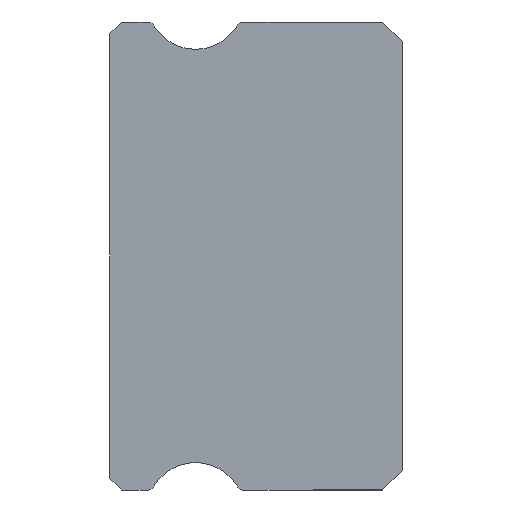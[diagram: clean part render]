
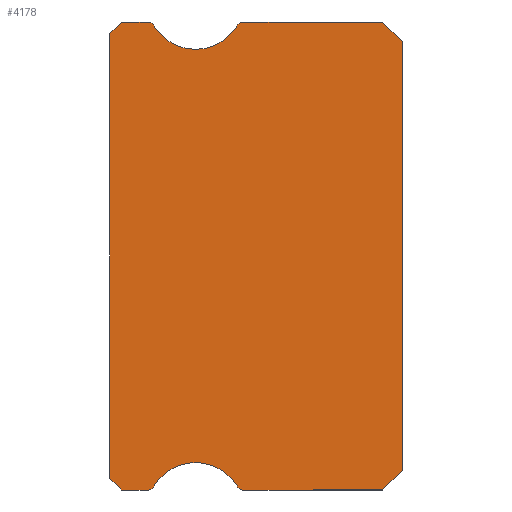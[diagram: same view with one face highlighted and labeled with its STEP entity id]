
A CAD part, left-side view. The second image highlights one B-rep face of the part: STEP entity #4178.
In plain terms, the highlighted planar face has unit normal (-1, 0, 0).
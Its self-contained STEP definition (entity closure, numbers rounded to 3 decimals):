
#19 = CARTESIAN_POINT ( 'NONE',  ( -12.5, 6.512, 5.85 ) ) ;
#105 = CARTESIAN_POINT ( 'NONE',  ( -12.5, 4.088, 5.85 ) ) ;
#113 = VERTEX_POINT ( 'NONE', #3216 ) ;
#152 = CARTESIAN_POINT ( 'NONE',  ( -12.5, 6.512, 5.85 ) ) ;
#154 = CARTESIAN_POINT ( 'NONE',  ( -12.5, 0.5, 6. ) ) ;
#178 = DIRECTION ( 'NONE',  ( 0., 0., -1. ) ) ;
#185 = DIRECTION ( 'NONE',  ( 1., 0., 0. ) ) ;
#192 = DIRECTION ( 'NONE',  ( 0., 0., -1. ) ) ;
#289 = VERTEX_POINT ( 'NONE', #3470 ) ;
#324 = CARTESIAN_POINT ( 'NONE',  ( -12.5, 7.2, 6. ) ) ;
#326 = CARTESIAN_POINT ( 'NONE',  ( -12.5, 7.5, 5.85 ) ) ;
#328 = CIRCLE ( 'NONE', #2985, 0.15 ) ;
#354 = VERTEX_POINT ( 'NONE', #324 ) ;
#366 = EDGE_CURVE ( 'NONE', #937, #113, #3863, .T. ) ;
#429 = DIRECTION ( 'NONE',  ( 0., 1., 0. ) ) ;
#439 = CIRCLE ( 'NONE', #968, 0.15 ) ;
#441 = CIRCLE ( 'NONE', #4141, 1.25 ) ;
#451 = VERTEX_POINT ( 'NONE', #477 ) ;
#455 = DIRECTION ( 'NONE',  ( -1., 0., 0. ) ) ;
#463 = DIRECTION ( 'NONE',  ( -1., 0., 0. ) ) ;
#477 = CARTESIAN_POINT ( 'NONE',  ( -12.5, 4.088, -6. ) ) ;
#506 = EDGE_CURVE ( 'NONE', #4642, #3396, #441, .T. ) ;
#517 = DIRECTION ( 'NONE',  ( 0., 0., -1. ) ) ;
#539 = CARTESIAN_POINT ( 'NONE',  ( -12.5, 0., -5.5 ) ) ;
#571 = CARTESIAN_POINT ( 'NONE',  ( -12.5, 4.217, 5.925 ) ) ;
#748 = AXIS2_PLACEMENT_3D ( 'NONE', #105, #2304, #3419 ) ;
#776 = ORIENTED_EDGE ( 'NONE', *, *, #2830, .T. ) ;
#792 = ORIENTED_EDGE ( 'NONE', *, *, #2996, .F. ) ;
#797 = CARTESIAN_POINT ( 'NONE',  ( -12.5, 0.5, -6. ) ) ;
#820 = CARTESIAN_POINT ( 'NONE',  ( -12.5, 7.2, -6. ) ) ;
#824 = VECTOR ( 'NONE', #4089, 1000. ) ;
#860 = ORIENTED_EDGE ( 'NONE', *, *, #2489, .F. ) ;
#872 = EDGE_CURVE ( 'NONE', #2669, #3712, #1912, .T. ) ;
#937 = VERTEX_POINT ( 'NONE', #1858 ) ;
#968 = AXIS2_PLACEMENT_3D ( 'NONE', #4035, #3324, #1903 ) ;
#1039 = VECTOR ( 'NONE', #2571, 1000. ) ;
#1117 = EDGE_LOOP ( 'NONE', ( #4668, #792, #776, #2154, #2948, #1185, #2012, #3371, #2999, #3048, #2039, #4009, #1583, #2534, #2838, #860, #1400 ) ) ;
#1156 = VECTOR ( 'NONE', #429, 1000. ) ;
#1185 = ORIENTED_EDGE ( 'NONE', *, *, #1277, .F. ) ;
#1277 = EDGE_CURVE ( 'NONE', #3680, #2612, #1326, .T. ) ;
#1323 = DIRECTION ( 'NONE',  ( -1., 0., 0. ) ) ;
#1326 = CIRCLE ( 'NONE', #4443, 1.25 ) ;
#1394 = EDGE_CURVE ( 'NONE', #4247, #451, #3937, .T. ) ;
#1400 = ORIENTED_EDGE ( 'NONE', *, *, #3919, .T. ) ;
#1409 = EDGE_CURVE ( 'NONE', #4346, #289, #3248, .T. ) ;
#1441 = FACE_OUTER_BOUND ( 'NONE', #1117, .T. ) ;
#1478 = VECTOR ( 'NONE', #4646, 1000. ) ;
#1534 = VERTEX_POINT ( 'NONE', #3174 ) ;
#1549 = VERTEX_POINT ( 'NONE', #4242 ) ;
#1577 = VECTOR ( 'NONE', #2667, 1000. ) ;
#1583 = ORIENTED_EDGE ( 'NONE', *, *, #3549, .F. ) ;
#1590 = DIRECTION ( 'NONE',  ( 0., -0.707, -0.707 ) ) ;
#1647 = CARTESIAN_POINT ( 'NONE',  ( -12.5, 5.3, 5.3 ) ) ;
#1670 = CIRCLE ( 'NONE', #2283, 1.25 ) ;
#1769 = DIRECTION ( 'NONE',  ( 0., 0., 1. ) ) ;
#1821 = CARTESIAN_POINT ( 'NONE',  ( -12.5, 6.512, 6. ) ) ;
#1848 = CARTESIAN_POINT ( 'NONE',  ( -12.5, 7.5, 5.7 ) ) ;
#1855 = VECTOR ( 'NONE', #4395, 1000. ) ;
#1858 = CARTESIAN_POINT ( 'NONE',  ( -12.5, 7.2, -6. ) ) ;
#1865 = VECTOR ( 'NONE', #1590, 1000. ) ;
#1903 = DIRECTION ( 'NONE',  ( 0., 0., -1. ) ) ;
#1912 = LINE ( 'NONE', #4431, #824 ) ;
#1924 = DIRECTION ( 'NONE',  ( 1., 0., 0. ) ) ;
#1952 = LINE ( 'NONE', #154, #1865 ) ;
#1962 = VECTOR ( 'NONE', #1769, 1000. ) ;
#1976 = DIRECTION ( 'NONE',  ( 0., 0.707, -0.707 ) ) ;
#2012 = ORIENTED_EDGE ( 'NONE', *, *, #4259, .F. ) ;
#2039 = ORIENTED_EDGE ( 'NONE', *, *, #3281, .F. ) ;
#2068 = CARTESIAN_POINT ( 'NONE',  ( -12.5, 4.088, 6. ) ) ;
#2101 = VERTEX_POINT ( 'NONE', #3012 ) ;
#2103 = EDGE_CURVE ( 'NONE', #2669, #4247, #4428, .T. ) ;
#2154 = ORIENTED_EDGE ( 'NONE', *, *, #366, .T. ) ;
#2259 = DIRECTION ( 'NONE',  ( 0., 0., -1. ) ) ;
#2283 = AXIS2_PLACEMENT_3D ( 'NONE', #3870, #1323, #178 ) ;
#2304 = DIRECTION ( 'NONE',  ( 1., 0., 0. ) ) ;
#2380 = EDGE_CURVE ( 'NONE', #354, #1534, #3981, .T. ) ;
#2398 = EDGE_CURVE ( 'NONE', #2612, #113, #439, .T. ) ;
#2482 = AXIS2_PLACEMENT_3D ( 'NONE', #152, #1924, #2259 ) ;
#2489 = EDGE_CURVE ( 'NONE', #1549, #2101, #2859, .T. ) ;
#2511 = CARTESIAN_POINT ( 'NONE',  ( -12.5, 6.383, -5.925 ) ) ;
#2534 = ORIENTED_EDGE ( 'NONE', *, *, #506, .F. ) ;
#2539 = CARTESIAN_POINT ( 'NONE',  ( -12.5, 6.512, -6. ) ) ;
#2564 = LINE ( 'NONE', #3026, #1156 ) ;
#2571 = DIRECTION ( 'NONE',  ( 0., 0.707, -0.707 ) ) ;
#2612 = VERTEX_POINT ( 'NONE', #2511 ) ;
#2620 = CARTESIAN_POINT ( 'NONE',  ( -12.5, 4.088, -5.85 ) ) ;
#2667 = DIRECTION ( 'NONE',  ( 0., -0.707, -0.707 ) ) ;
#2669 = VERTEX_POINT ( 'NONE', #2907 ) ;
#2694 = CARTESIAN_POINT ( 'NONE',  ( -12.5, 5.3, 6.55 ) ) ;
#2785 = VECTOR ( 'NONE', #4028, 1000. ) ;
#2786 = CIRCLE ( 'NONE', #748, 0.15 ) ;
#2830 = EDGE_CURVE ( 'NONE', #4623, #937, #3779, .T. ) ;
#2838 = ORIENTED_EDGE ( 'NONE', *, *, #3730, .F. ) ;
#2859 = CIRCLE ( 'NONE', #2482, 0.15 ) ;
#2907 = CARTESIAN_POINT ( 'NONE',  ( -12.5, 0., -5.5 ) ) ;
#2934 = DIRECTION ( 'NONE',  ( 0., 0., -1. ) ) ;
#2948 = ORIENTED_EDGE ( 'NONE', *, *, #2398, .F. ) ;
#2967 = PLANE ( 'NONE',  #3948 ) ;
#2985 = AXIS2_PLACEMENT_3D ( 'NONE', #2620, #185, #517 ) ;
#2996 = EDGE_CURVE ( 'NONE', #4623, #1534, #3186, .T. ) ;
#2999 = ORIENTED_EDGE ( 'NONE', *, *, #2103, .F. ) ;
#3012 = CARTESIAN_POINT ( 'NONE',  ( -12.5, 6.383, 5.925 ) ) ;
#3020 = CARTESIAN_POINT ( 'NONE',  ( -12.5, 7.5, -5.7 ) ) ;
#3026 = CARTESIAN_POINT ( 'NONE',  ( -12.5, 7.2, 6. ) ) ;
#3034 = DIRECTION ( 'NONE',  ( 0., 0., -1. ) ) ;
#3048 = ORIENTED_EDGE ( 'NONE', *, *, #872, .T. ) ;
#3155 = CARTESIAN_POINT ( 'NONE',  ( -12.5, 6.512, -6. ) ) ;
#3160 = CARTESIAN_POINT ( 'NONE',  ( -12.5, 4.217, -5.925 ) ) ;
#3174 = CARTESIAN_POINT ( 'NONE',  ( -12.5, 7.5, 5.7 ) ) ;
#3186 = LINE ( 'NONE', #326, #1962 ) ;
#3216 = CARTESIAN_POINT ( 'NONE',  ( -12.5, 6.512, -6. ) ) ;
#3248 = LINE ( 'NONE', #1821, #1855 ) ;
#3281 = EDGE_CURVE ( 'NONE', #289, #3712, #1952, .T. ) ;
#3324 = DIRECTION ( 'NONE',  ( 1., 0., 0. ) ) ;
#3371 = ORIENTED_EDGE ( 'NONE', *, *, #1394, .F. ) ;
#3396 = VERTEX_POINT ( 'NONE', #571 ) ;
#3419 = DIRECTION ( 'NONE',  ( 0., 0., -1. ) ) ;
#3470 = CARTESIAN_POINT ( 'NONE',  ( -12.5, 0.5, 6. ) ) ;
#3549 = EDGE_CURVE ( 'NONE', #3396, #4346, #2786, .T. ) ;
#3676 = VECTOR ( 'NONE', #1976, 1000. ) ;
#3680 = VERTEX_POINT ( 'NONE', #3160 ) ;
#3702 = CARTESIAN_POINT ( 'NONE',  ( -12.5, 5.3, -6.55 ) ) ;
#3712 = VERTEX_POINT ( 'NONE', #4311 ) ;
#3730 = EDGE_CURVE ( 'NONE', #2101, #4642, #1670, .T. ) ;
#3779 = LINE ( 'NONE', #820, #1577 ) ;
#3863 = LINE ( 'NONE', #3155, #2785 ) ;
#3870 = CARTESIAN_POINT ( 'NONE',  ( -12.5, 5.3, 6.55 ) ) ;
#3919 = EDGE_CURVE ( 'NONE', #1549, #354, #2564, .T. ) ;
#3937 = LINE ( 'NONE', #2539, #1478 ) ;
#3948 = AXIS2_PLACEMENT_3D ( 'NONE', #19, #4353, #2934 ) ;
#3981 = LINE ( 'NONE', #1848, #1039 ) ;
#4009 = ORIENTED_EDGE ( 'NONE', *, *, #1409, .F. ) ;
#4028 = DIRECTION ( 'NONE',  ( 0., -1., 0. ) ) ;
#4035 = CARTESIAN_POINT ( 'NONE',  ( -12.5, 6.512, -5.85 ) ) ;
#4089 = DIRECTION ( 'NONE',  ( 0., 0., 1. ) ) ;
#4141 = AXIS2_PLACEMENT_3D ( 'NONE', #2694, #455, #192 ) ;
#4178 = ADVANCED_FACE ( 'NONE', ( #1441 ), #2967, .F. ) ;
#4242 = CARTESIAN_POINT ( 'NONE',  ( -12.5, 6.512, 6. ) ) ;
#4247 = VERTEX_POINT ( 'NONE', #797 ) ;
#4259 = EDGE_CURVE ( 'NONE', #451, #3680, #328, .T. ) ;
#4311 = CARTESIAN_POINT ( 'NONE',  ( -12.5, 0., 5.5 ) ) ;
#4346 = VERTEX_POINT ( 'NONE', #2068 ) ;
#4353 = DIRECTION ( 'NONE',  ( 1., 0., 0. ) ) ;
#4395 = DIRECTION ( 'NONE',  ( 0., -1., 0. ) ) ;
#4428 = LINE ( 'NONE', #539, #3676 ) ;
#4431 = CARTESIAN_POINT ( 'NONE',  ( -12.5, 0., 5.5 ) ) ;
#4443 = AXIS2_PLACEMENT_3D ( 'NONE', #3702, #463, #3034 ) ;
#4623 = VERTEX_POINT ( 'NONE', #3020 ) ;
#4642 = VERTEX_POINT ( 'NONE', #1647 ) ;
#4646 = DIRECTION ( 'NONE',  ( 0., 1., 0. ) ) ;
#4668 = ORIENTED_EDGE ( 'NONE', *, *, #2380, .T. ) ;
